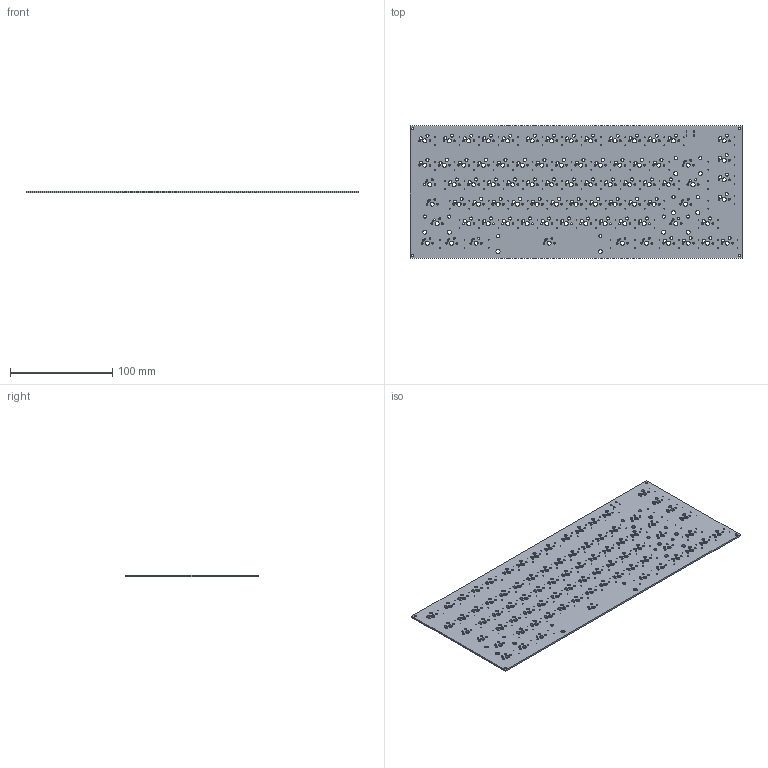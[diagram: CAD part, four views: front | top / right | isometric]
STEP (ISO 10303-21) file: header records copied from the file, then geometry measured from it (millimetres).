
FILE_DESCRIPTION(('KiCad electronic assembly'),'2;1');
FILE_NAME('keyboard.step','2023-03-04T01:14:20',('Pcbnew'),('Kicad'), 'Open CASCADE STEP processor 7.6','KiCad to STEP converter','Unknown' );
FILE_SCHEMA(('AUTOMOTIVE_DESIGN { 1 0 10303 214 1 1 1 1 }'));
Length unit declared in the file: millimetre
Products named in the file (2): keyboard 1; _autosave-keyboard PCB
Assembly tree (1 placements, depth 2):
  keyboard 1
    _autosave-keyboard PCB
Bounding box: 324.32 x 129.06 x 1.6 mm (x, y, z)
Volume: 62649.6 mm3; surface area: 86139.7 mm2
Topology: 1 solids, 1 shells, 665 faces, 1989 edges, 1326 vertices
Faces by surface type: cylinder 651, plane 14
Full cylindrical faces by diameter (mm): 0.7 x162, 1.47 x26, 1.702 x136, 1.75 x26, 2.2 x4, 3 x136, 3.048 x10, 3.988 x91
Entity records: 55395 total; most frequent: CARTESIAN_POINT 15824, DIRECTION 7249, ORIENTED_EDGE 3978, PCURVE 3978, DEFINITIONAL_REPRESENTATION 3978, LINE 3311, VECTOR 3311, EDGE_CURVE 1989
